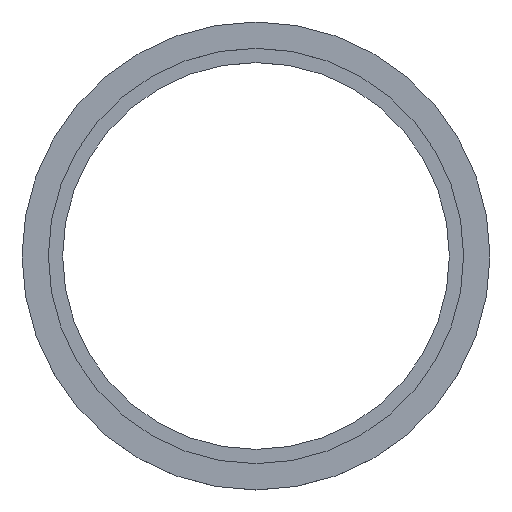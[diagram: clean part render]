
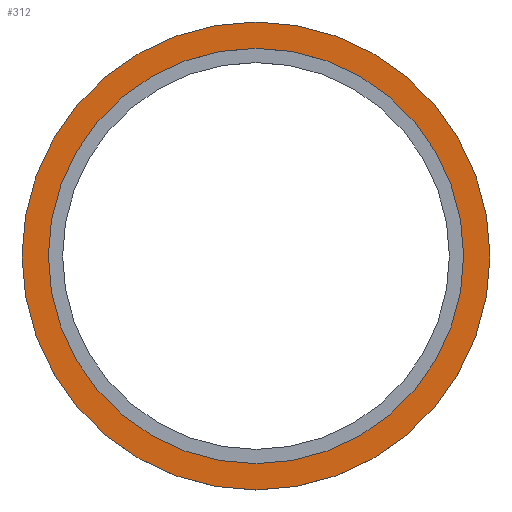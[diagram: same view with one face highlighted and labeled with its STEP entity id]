
A CAD part, top view. The second image highlights one B-rep face of the part: STEP entity #312.
In plain terms, the highlighted planar face has unit normal (0, 0, 1).
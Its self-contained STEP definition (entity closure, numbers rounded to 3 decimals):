
#13 = EDGE_CURVE ( 'NONE', #300, #367, #118, .T. ) ;
#27 = EDGE_CURVE ( 'NONE', #367, #300, #105, .T. ) ;
#33 = DIRECTION ( 'NONE',  ( 0., 0., 1. ) ) ;
#34 = AXIS2_PLACEMENT_3D ( 'NONE', #332, #33, #375 ) ;
#44 = DIRECTION ( 'NONE',  ( 0., 0., -1. ) ) ;
#79 = CIRCLE ( 'NONE', #34, 106.5 ) ;
#83 = DIRECTION ( 'NONE',  ( 1., 0., 0. ) ) ;
#90 = CARTESIAN_POINT ( 'NONE',  ( -120., 0., 0. ) ) ;
#96 = CARTESIAN_POINT ( 'NONE',  ( -106.5, 0., 0. ) ) ;
#105 = CIRCLE ( 'NONE', #296, 120. ) ;
#111 = AXIS2_PLACEMENT_3D ( 'NONE', #180, #128, #336 ) ;
#118 = CIRCLE ( 'NONE', #120, 120. ) ;
#120 = AXIS2_PLACEMENT_3D ( 'NONE', #136, #132, #83 ) ;
#128 = DIRECTION ( 'NONE',  ( 0., 0., 1. ) ) ;
#132 = DIRECTION ( 'NONE',  ( 0., 0., 1. ) ) ;
#136 = CARTESIAN_POINT ( 'NONE',  ( 0., 0., 0. ) ) ;
#142 = DIRECTION ( 'NONE',  ( -1., 0., 0. ) ) ;
#163 = DIRECTION ( 'NONE',  ( 1., 0., 0. ) ) ;
#170 = ORIENTED_EDGE ( 'NONE', *, *, #13, .T. ) ;
#180 = CARTESIAN_POINT ( 'NONE',  ( 0., 0., 0. ) ) ;
#189 = CARTESIAN_POINT ( 'NONE',  ( 0., 0., 0. ) ) ;
#195 = ORIENTED_EDGE ( 'NONE', *, *, #219, .F. ) ;
#199 = ORIENTED_EDGE ( 'NONE', *, *, #606, .F. ) ;
#219 = EDGE_CURVE ( 'NONE', #516, #260, #608, .T. ) ;
#230 = ORIENTED_EDGE ( 'NONE', *, *, #27, .T. ) ;
#260 = VERTEX_POINT ( 'NONE', #388 ) ;
#270 = EDGE_LOOP ( 'NONE', ( #199, #195 ) ) ;
#273 = EDGE_LOOP ( 'NONE', ( #170, #230 ) ) ;
#296 = AXIS2_PLACEMENT_3D ( 'NONE', #189, #501, #163 ) ;
#300 = VERTEX_POINT ( 'NONE', #554 ) ;
#312 = ADVANCED_FACE ( 'NONE', ( #555, #538 ), #404, .F. ) ;
#332 = CARTESIAN_POINT ( 'NONE',  ( 0., 0., 0. ) ) ;
#336 = DIRECTION ( 'NONE',  ( 1., 0., 0. ) ) ;
#367 = VERTEX_POINT ( 'NONE', #90 ) ;
#375 = DIRECTION ( 'NONE',  ( 1., 0., 0. ) ) ;
#379 = CARTESIAN_POINT ( 'NONE',  ( 0., 106.5, 0. ) ) ;
#388 = CARTESIAN_POINT ( 'NONE',  ( 106.5, 0., 0. ) ) ;
#404 = PLANE ( 'NONE',  #434 ) ;
#434 = AXIS2_PLACEMENT_3D ( 'NONE', #379, #44, #142 ) ;
#501 = DIRECTION ( 'NONE',  ( 0., 0., 1. ) ) ;
#516 = VERTEX_POINT ( 'NONE', #96 ) ;
#538 = FACE_OUTER_BOUND ( 'NONE', #273, .T. ) ;
#554 = CARTESIAN_POINT ( 'NONE',  ( 120., 0., 0. ) ) ;
#555 = FACE_BOUND ( 'NONE', #270, .T. ) ;
#606 = EDGE_CURVE ( 'NONE', #260, #516, #79, .T. ) ;
#608 = CIRCLE ( 'NONE', #111, 106.5 ) ;
